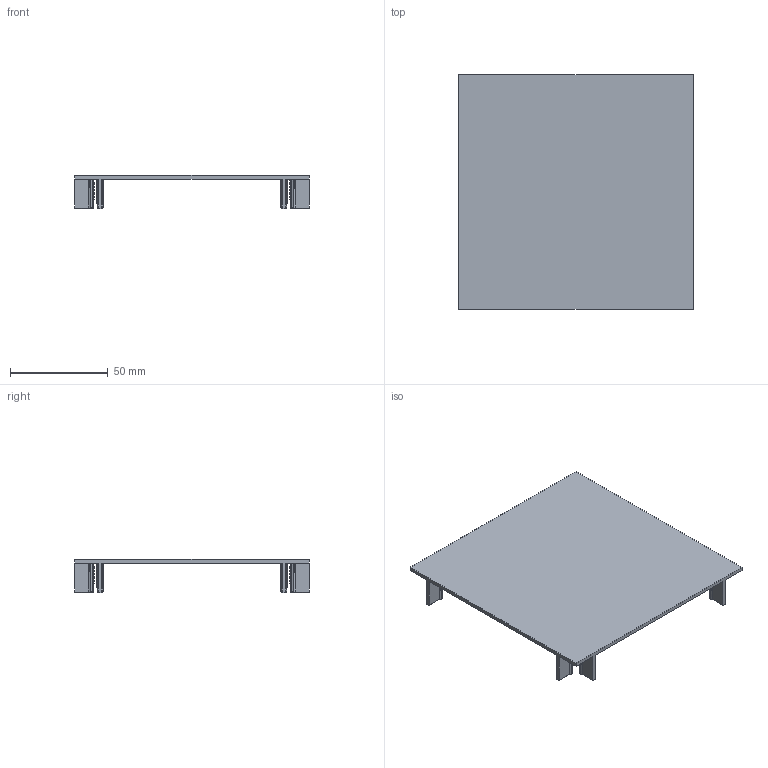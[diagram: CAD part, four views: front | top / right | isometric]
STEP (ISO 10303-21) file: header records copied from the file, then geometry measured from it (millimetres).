
FILE_DESCRIPTION(('FreeCAD Model'),'2;1');
FILE_NAME('Open CASCADE Shape Model','2025-10-20T18:38:09',('FreeCAD'),( 'FreeCAD'),'Open CASCADE STEP processor 7.7','FreeCAD','Unknown');
FILE_SCHEMA(('AUTOMOTIVE_DESIGN { 1 0 10303 214 1 1 1 1 }'));
Length unit declared in the file: millimetre
Products named in the file (1): Open CASCADE STEP translator 7.7 13
Bounding box: 120 x 120 x 17 mm (x, y, z)
Volume: 31326.3 mm3; surface area: 32642.9 mm2
Topology: 1 solids, 1 shells, 238 faces, 660 edges, 424 vertices
Faces by surface type: cone 104, cylinder 64, plane 46, torus 24
Entity records: 12832 total; most frequent: CARTESIAN_POINT 7061, ORIENTED_EDGE 1320, DIRECTION 1114, EDGE_CURVE 660, AXIS2_PLACEMENT_3D 487, VERTEX_POINT 424, B_SPLINE_CURVE_WITH_KNOTS 272, ADVANCED_FACE 238
